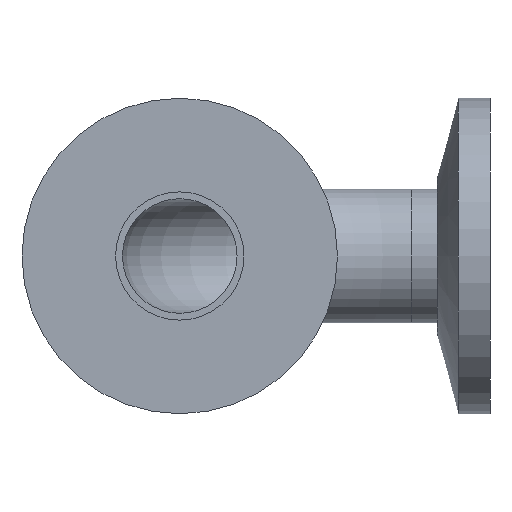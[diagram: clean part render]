
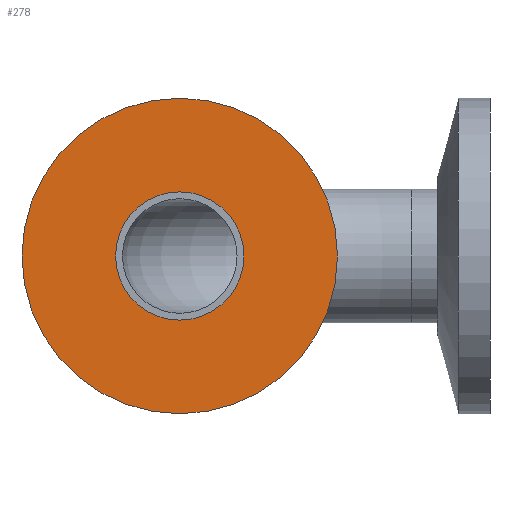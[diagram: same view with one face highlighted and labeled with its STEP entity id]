
A CAD part, front view. The second image highlights one B-rep face of the part: STEP entity #278.
In plain terms, the highlighted planar face has unit normal (0, -1, 0).
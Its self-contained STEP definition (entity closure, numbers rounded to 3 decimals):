
#36=FACE_BOUND('',#78,.T.);
#41=PLANE('',#376);
#58=FACE_OUTER_BOUND('',#77,.T.);
#77=EDGE_LOOP('',(#253,#254));
#78=EDGE_LOOP('',(#255,#256));
#111=CIRCLE('',#359,15.);
#112=CIRCLE('',#360,15.);
#121=CIRCLE('',#374,6.1);
#122=CIRCLE('',#375,6.1);
#137=VERTEX_POINT('',#532);
#138=VERTEX_POINT('',#534);
#147=VERTEX_POINT('',#560);
#148=VERTEX_POINT('',#562);
#170=EDGE_CURVE('',#137,#138,#111,.T.);
#171=EDGE_CURVE('',#138,#137,#112,.T.);
#183=EDGE_CURVE('',#148,#147,#121,.T.);
#184=EDGE_CURVE('',#147,#148,#122,.T.);
#253=ORIENTED_EDGE('',*,*,#171,.F.);
#254=ORIENTED_EDGE('',*,*,#170,.F.);
#255=ORIENTED_EDGE('',*,*,#183,.T.);
#256=ORIENTED_EDGE('',*,*,#184,.T.);
#278=ADVANCED_FACE('',(#58,#36),#41,.T.);
#359=AXIS2_PLACEMENT_3D('',#535,#441,#442);
#360=AXIS2_PLACEMENT_3D('',#536,#443,#444);
#374=AXIS2_PLACEMENT_3D('',#563,#474,#475);
#375=AXIS2_PLACEMENT_3D('',#564,#476,#477);
#376=AXIS2_PLACEMENT_3D('',#565,#478,#479);
#441=DIRECTION('center_axis',(0.,1.,0.));
#442=DIRECTION('ref_axis',(1.,0.,0.));
#443=DIRECTION('center_axis',(0.,1.,0.));
#444=DIRECTION('ref_axis',(1.,0.,0.));
#474=DIRECTION('center_axis',(0.,1.,0.));
#475=DIRECTION('ref_axis',(1.,0.,0.));
#476=DIRECTION('center_axis',(0.,1.,0.));
#477=DIRECTION('ref_axis',(1.,0.,0.));
#478=DIRECTION('center_axis',(0.,-1.,0.));
#479=DIRECTION('ref_axis',(0.,0.,-1.));
#532=CARTESIAN_POINT('',(15.,0.,0.));
#534=CARTESIAN_POINT('',(-15.,0.,0.));
#535=CARTESIAN_POINT('Origin',(0.,0.,0.));
#536=CARTESIAN_POINT('Origin',(0.,0.,0.));
#560=CARTESIAN_POINT('',(6.1,0.,0.));
#562=CARTESIAN_POINT('',(-6.1,0.,0.));
#563=CARTESIAN_POINT('Origin',(0.,0.,0.));
#564=CARTESIAN_POINT('Origin',(0.,0.,0.));
#565=CARTESIAN_POINT('Origin',(-15.,0.,0.));
